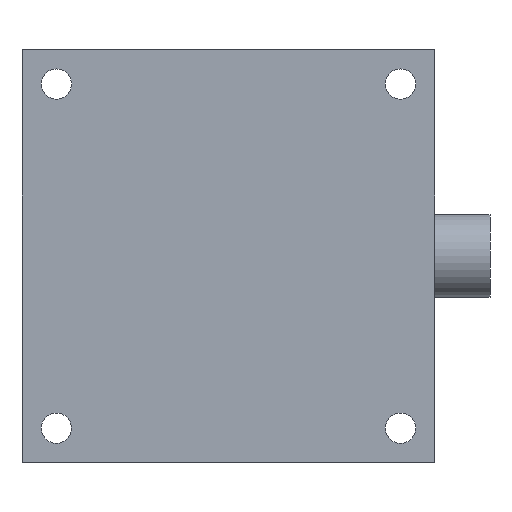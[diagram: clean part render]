
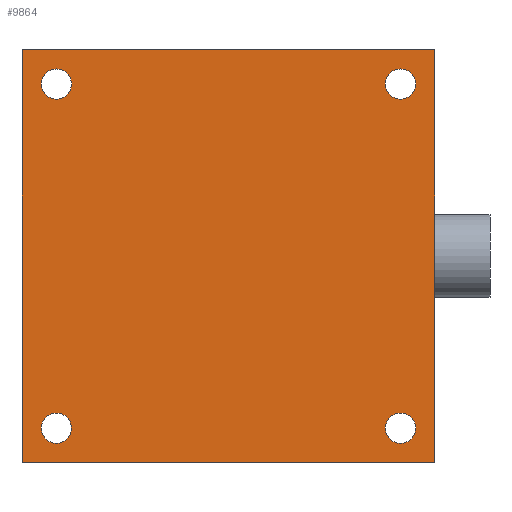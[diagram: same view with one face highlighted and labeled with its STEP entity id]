
A CAD part, front view. The second image highlights one B-rep face of the part: STEP entity #9864.
In plain terms, the highlighted planar face has unit normal (0, -1, 0).
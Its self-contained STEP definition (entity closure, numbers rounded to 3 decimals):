
#54 = FACE_BOUND ( 'NONE', #25044, .T. ) ;
#122 = CARTESIAN_POINT ( 'NONE',  ( -15., 0., 0. ) ) ;
#235 = CARTESIAN_POINT ( 'NONE',  ( 12.5, 0., 13.6 ) ) ;
#442 = CARTESIAN_POINT ( 'NONE',  ( 0., 0., -15. ) ) ;
#656 = DIRECTION ( 'NONE',  ( 0., 1., 0. ) ) ;
#917 = ORIENTED_EDGE ( 'NONE', *, *, #8959, .T. ) ;
#978 = CIRCLE ( 'NONE', #22763, 1.1 ) ;
#1104 = FACE_OUTER_BOUND ( 'NONE', #20890, .T. ) ;
#1372 = CARTESIAN_POINT ( 'NONE',  ( 0., 0., 15. ) ) ;
#1763 = CARTESIAN_POINT ( 'NONE',  ( 12.5, 0., 12.5 ) ) ;
#1791 = VECTOR ( 'NONE', #14123, 1000. ) ;
#1999 = ORIENTED_EDGE ( 'NONE', *, *, #7220, .T. ) ;
#2177 = FACE_BOUND ( 'NONE', #28539, .T. ) ;
#2270 = EDGE_CURVE ( 'NONE', #16068, #21883, #11087, .T. ) ;
#2647 = LINE ( 'NONE', #4826, #4079 ) ;
#2821 = CIRCLE ( 'NONE', #15162, 1.1 ) ;
#3389 = VECTOR ( 'NONE', #27840, 1000. ) ;
#3475 = CARTESIAN_POINT ( 'NONE',  ( 12.5, 0., 11.4 ) ) ;
#3624 = DIRECTION ( 'NONE',  ( 0., 1., 0. ) ) ;
#3823 = EDGE_CURVE ( 'NONE', #14740, #18262, #10659, .T. ) ;
#3917 = AXIS2_PLACEMENT_3D ( 'NONE', #17210, #3624, #28982 ) ;
#3941 = AXIS2_PLACEMENT_3D ( 'NONE', #9513, #656, #4816 ) ;
#4079 = VECTOR ( 'NONE', #25327, 1000. ) ;
#4208 = CARTESIAN_POINT ( 'NONE',  ( -12.5, 0., 11.4 ) ) ;
#4316 = CARTESIAN_POINT ( 'NONE',  ( -12.5, 0., -13.6 ) ) ;
#4816 = DIRECTION ( 'NONE',  ( 0., 0., 1. ) ) ;
#4826 = CARTESIAN_POINT ( 'NONE',  ( 15., 0., 0. ) ) ;
#5054 = VERTEX_POINT ( 'NONE', #3475 ) ;
#5298 = ORIENTED_EDGE ( 'NONE', *, *, #27030, .T. ) ;
#5416 = CIRCLE ( 'NONE', #17792, 1.1 ) ;
#5645 = CARTESIAN_POINT ( 'NONE',  ( -12.5, 0., -11.4 ) ) ;
#5797 = DIRECTION ( 'NONE',  ( 0., 1., 0. ) ) ;
#6010 = CARTESIAN_POINT ( 'NONE',  ( 12.5, 0., -11.4 ) ) ;
#6598 = DIRECTION ( 'NONE',  ( 0., -1., 0. ) ) ;
#6807 = CIRCLE ( 'NONE', #13503, 1.1 ) ;
#7220 = EDGE_CURVE ( 'NONE', #8335, #16068, #2647, .T. ) ;
#7804 = AXIS2_PLACEMENT_3D ( 'NONE', #23964, #17262, #15104 ) ;
#7862 = CIRCLE ( 'NONE', #3941, 1.1 ) ;
#8050 = ORIENTED_EDGE ( 'NONE', *, *, #18657, .T. ) ;
#8057 = LINE ( 'NONE', #122, #3389 ) ;
#8244 = FACE_BOUND ( 'NONE', #26269, .T. ) ;
#8335 = VERTEX_POINT ( 'NONE', #11523 ) ;
#8530 = VERTEX_POINT ( 'NONE', #10432 ) ;
#8959 = EDGE_CURVE ( 'NONE', #20443, #11474, #5416, .T. ) ;
#9513 = CARTESIAN_POINT ( 'NONE',  ( 12.5, 0., -12.5 ) ) ;
#9863 = CARTESIAN_POINT ( 'NONE',  ( 12.5, 0., -13.6 ) ) ;
#9864 = ADVANCED_FACE ( 'NONE', ( #1104, #8244, #10351, #2177, #54 ), #13796, .T. ) ;
#9974 = CARTESIAN_POINT ( 'NONE',  ( -12.5, 0., 13.6 ) ) ;
#10021 = ORIENTED_EDGE ( 'NONE', *, *, #23695, .T. ) ;
#10257 = EDGE_CURVE ( 'NONE', #8530, #8335, #22350, .T. ) ;
#10332 = AXIS2_PLACEMENT_3D ( 'NONE', #27133, #13597, #18139 ) ;
#10351 = FACE_BOUND ( 'NONE', #11111, .T. ) ;
#10432 = CARTESIAN_POINT ( 'NONE',  ( -15., 0., -15. ) ) ;
#10523 = VERTEX_POINT ( 'NONE', #6010 ) ;
#10659 = CIRCLE ( 'NONE', #3917, 1.1 ) ;
#11087 = LINE ( 'NONE', #1372, #22411 ) ;
#11111 = EDGE_LOOP ( 'NONE', ( #917, #12775 ) ) ;
#11474 = VERTEX_POINT ( 'NONE', #4208 ) ;
#11523 = CARTESIAN_POINT ( 'NONE',  ( 15., 0., -15. ) ) ;
#11926 = CIRCLE ( 'NONE', #10332, 1.1 ) ;
#12736 = CIRCLE ( 'NONE', #7804, 1.1 ) ;
#12775 = ORIENTED_EDGE ( 'NONE', *, *, #14913, .T. ) ;
#13503 = AXIS2_PLACEMENT_3D ( 'NONE', #27115, #18220, #24535 ) ;
#13597 = DIRECTION ( 'NONE',  ( 0., 1., 0. ) ) ;
#13688 = CARTESIAN_POINT ( 'NONE',  ( 12.5, 0., 12.5 ) ) ;
#13796 = PLANE ( 'NONE',  #24625 ) ;
#14123 = DIRECTION ( 'NONE',  ( 1., 0., 0. ) ) ;
#14740 = VERTEX_POINT ( 'NONE', #5645 ) ;
#14913 = EDGE_CURVE ( 'NONE', #11474, #20443, #6807, .T. ) ;
#15104 = DIRECTION ( 'NONE',  ( 0., 0., 1. ) ) ;
#15162 = AXIS2_PLACEMENT_3D ( 'NONE', #1763, #19673, #24038 ) ;
#16068 = VERTEX_POINT ( 'NONE', #27847 ) ;
#16090 = DIRECTION ( 'NONE',  ( 0., 0., -1. ) ) ;
#16806 = ORIENTED_EDGE ( 'NONE', *, *, #19078, .T. ) ;
#16984 = VERTEX_POINT ( 'NONE', #235 ) ;
#17188 = CARTESIAN_POINT ( 'NONE',  ( -12.5, 0., 12.5 ) ) ;
#17210 = CARTESIAN_POINT ( 'NONE',  ( -12.5, 0., -12.5 ) ) ;
#17234 = DIRECTION ( 'NONE',  ( -1., 0., 0. ) ) ;
#17262 = DIRECTION ( 'NONE',  ( 0., 1., 0. ) ) ;
#17792 = AXIS2_PLACEMENT_3D ( 'NONE', #17188, #5797, #21599 ) ;
#17891 = ORIENTED_EDGE ( 'NONE', *, *, #2270, .T. ) ;
#18139 = DIRECTION ( 'NONE',  ( 0., 0., 1. ) ) ;
#18220 = DIRECTION ( 'NONE',  ( 0., 1., 0. ) ) ;
#18262 = VERTEX_POINT ( 'NONE', #4316 ) ;
#18657 = EDGE_CURVE ( 'NONE', #21883, #8530, #8057, .T. ) ;
#18977 = ORIENTED_EDGE ( 'NONE', *, *, #26287, .T. ) ;
#19078 = EDGE_CURVE ( 'NONE', #18262, #14740, #11926, .T. ) ;
#19673 = DIRECTION ( 'NONE',  ( 0., 1., 0. ) ) ;
#20443 = VERTEX_POINT ( 'NONE', #9974 ) ;
#20890 = EDGE_LOOP ( 'NONE', ( #17891, #8050, #27602, #1999 ) ) ;
#21599 = DIRECTION ( 'NONE',  ( 0., 0., 1. ) ) ;
#21633 = ORIENTED_EDGE ( 'NONE', *, *, #3823, .T. ) ;
#21883 = VERTEX_POINT ( 'NONE', #26976 ) ;
#22350 = LINE ( 'NONE', #442, #1791 ) ;
#22411 = VECTOR ( 'NONE', #17234, 1000. ) ;
#22474 = DIRECTION ( 'NONE',  ( 0., 0., 1. ) ) ;
#22763 = AXIS2_PLACEMENT_3D ( 'NONE', #13688, #27220, #22474 ) ;
#23695 = EDGE_CURVE ( 'NONE', #5054, #16984, #2821, .T. ) ;
#23964 = CARTESIAN_POINT ( 'NONE',  ( 12.5, 0., -12.5 ) ) ;
#24038 = DIRECTION ( 'NONE',  ( 0., 0., 1. ) ) ;
#24535 = DIRECTION ( 'NONE',  ( 0., 0., 1. ) ) ;
#24597 = VERTEX_POINT ( 'NONE', #9863 ) ;
#24625 = AXIS2_PLACEMENT_3D ( 'NONE', #24671, #6598, #16090 ) ;
#24671 = CARTESIAN_POINT ( 'NONE',  ( 0., 0., 0. ) ) ;
#25044 = EDGE_LOOP ( 'NONE', ( #18977, #5298 ) ) ;
#25327 = DIRECTION ( 'NONE',  ( 0., 0., 1. ) ) ;
#26269 = EDGE_LOOP ( 'NONE', ( #21633, #16806 ) ) ;
#26287 = EDGE_CURVE ( 'NONE', #10523, #24597, #7862, .T. ) ;
#26976 = CARTESIAN_POINT ( 'NONE',  ( -15., 0., 15. ) ) ;
#27030 = EDGE_CURVE ( 'NONE', #24597, #10523, #12736, .T. ) ;
#27115 = CARTESIAN_POINT ( 'NONE',  ( -12.5, 0., 12.5 ) ) ;
#27133 = CARTESIAN_POINT ( 'NONE',  ( -12.5, 0., -12.5 ) ) ;
#27220 = DIRECTION ( 'NONE',  ( 0., 1., 0. ) ) ;
#27602 = ORIENTED_EDGE ( 'NONE', *, *, #10257, .T. ) ;
#27840 = DIRECTION ( 'NONE',  ( 0., 0., -1. ) ) ;
#27847 = CARTESIAN_POINT ( 'NONE',  ( 15., 0., 15. ) ) ;
#28163 = ORIENTED_EDGE ( 'NONE', *, *, #28279, .T. ) ;
#28279 = EDGE_CURVE ( 'NONE', #16984, #5054, #978, .T. ) ;
#28539 = EDGE_LOOP ( 'NONE', ( #28163, #10021 ) ) ;
#28982 = DIRECTION ( 'NONE',  ( 0., 0., 1. ) ) ;
